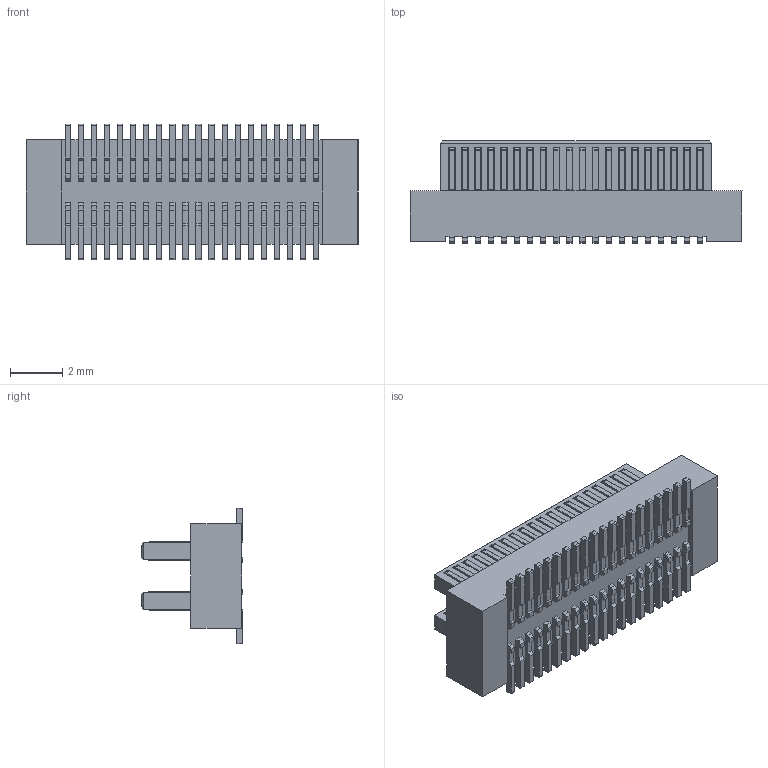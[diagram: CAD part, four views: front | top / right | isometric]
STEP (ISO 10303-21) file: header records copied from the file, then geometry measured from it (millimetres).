
FILE_DESCRIPTION((''),'2;1');
FILE_NAME('ASM0001_ASM','2024-04-18T',('工程三'),(''),'PRO/ENGINEER BY PARAMETRIC TECHNOLOGY CORPORATION, 2010280','PRO/ENGINEER BY PARAMETRIC TECHNOLOGY CORPORATION, 2010280','');
FILE_SCHEMA(('CONFIG_CONTROL_DESIGN'));
Length unit declared in the file: millimetre
Products named in the file (1): ASM0001_ASM
Bounding box: 12.7 x 3.9 x 5.2 mm (x, y, z)
Volume: 120.4 mm3; surface area: 392.5 mm2
Topology: 1 solids, 1 shells, 1828 faces, 5224 edges, 3400 vertices
Faces by surface type: plane 1428, cylinder 400
Entity records: 58842 total; most frequent: CARTESIAN_POINT 10452, ORIENTED_EDGE 10448, DIRECTION 9680, EDGE_CURVE 5224, VECTOR 4424, LINE 4424, VERTEX_POINT 3400, AXIS2_PLACEMENT_3D 2628
